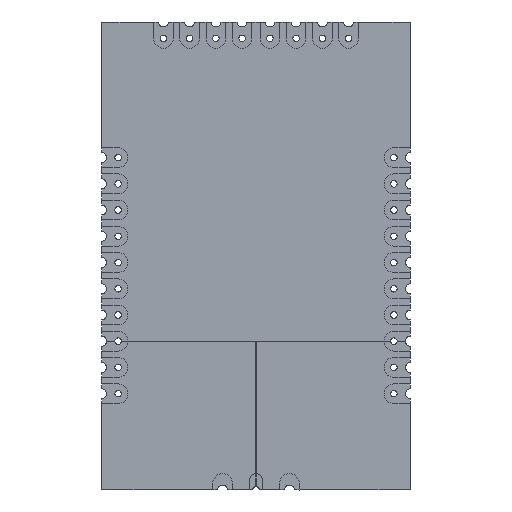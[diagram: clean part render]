
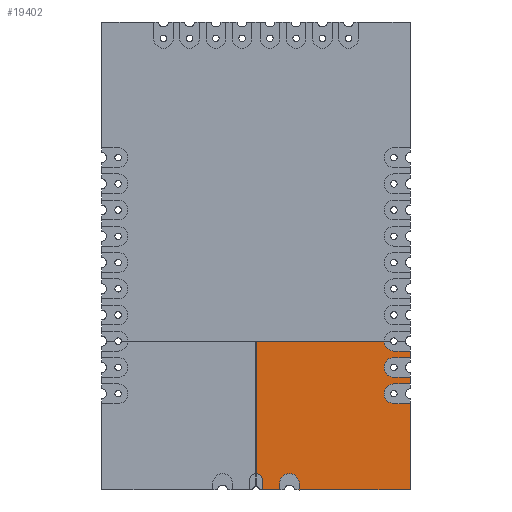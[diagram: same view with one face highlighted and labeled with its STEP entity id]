
A CAD part, front view. The second image highlights one B-rep face of the part: STEP entity #19402.
In plain terms, the highlighted planar face has unit normal (0, -1, 0).
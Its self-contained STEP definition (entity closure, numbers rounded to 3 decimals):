
#979=PLANE('',#20761);
#1889=FACE_OUTER_BOUND('',#2987,.T.);
#2987=EDGE_LOOP('',(#14949,#14950,#14951,#14952,#14953,#14954,#14955,#14956,
#14957,#14958,#14959,#14960,#14961,#14962,#14963,#14964,#14965,#14966,#14967,
#14968,#14969,#14970,#14971,#14972));
#4289=LINE('',#28690,#6538);
#4293=LINE('',#28698,#6542);
#4297=LINE('',#28710,#6546);
#4300=LINE('',#28716,#6549);
#4303=LINE('',#28722,#6552);
#4307=LINE('',#28734,#6556);
#4310=LINE('',#28740,#6559);
#4314=LINE('',#28752,#6563);
#4317=LINE('',#28758,#6566);
#4322=LINE('',#28776,#6571);
#4325=LINE('',#28782,#6574);
#4328=LINE('',#28788,#6577);
#4331=LINE('',#28794,#6580);
#4335=LINE('',#28806,#6584);
#4338=LINE('',#28812,#6587);
#4341=LINE('',#28818,#6590);
#4345=LINE('',#28829,#6594);
#6538=VECTOR('',#23360,10.);
#6542=VECTOR('',#23366,10.);
#6546=VECTOR('',#23378,10.);
#6549=VECTOR('',#23383,10.);
#6552=VECTOR('',#23388,10.);
#6556=VECTOR('',#23400,10.);
#6559=VECTOR('',#23405,10.);
#6563=VECTOR('',#23417,10.);
#6566=VECTOR('',#23422,10.);
#6571=VECTOR('',#23441,10.);
#6574=VECTOR('',#23446,10.);
#6577=VECTOR('',#23451,10.);
#6580=VECTOR('',#23456,10.);
#6584=VECTOR('',#23468,10.);
#6587=VECTOR('',#23473,10.);
#6590=VECTOR('',#23478,10.);
#6594=VECTOR('',#23490,10.);
#8444=CIRCLE('',#20725,0.75);
#8446=CIRCLE('',#20731,0.5);
#8448=CIRCLE('',#20736,0.25);
#8450=CIRCLE('',#20741,0.75);
#8452=CIRCLE('',#20744,0.75);
#8454=CIRCLE('',#20751,0.75);
#8456=CIRCLE('',#20757,0.75);
#9238=VERTEX_POINT('',#28688);
#9239=VERTEX_POINT('',#28689);
#9242=VERTEX_POINT('',#28697);
#9244=VERTEX_POINT('',#28703);
#9246=VERTEX_POINT('',#28709);
#9248=VERTEX_POINT('',#28715);
#9250=VERTEX_POINT('',#28721);
#9252=VERTEX_POINT('',#28727);
#9254=VERTEX_POINT('',#28733);
#9256=VERTEX_POINT('',#28739);
#9258=VERTEX_POINT('',#28745);
#9260=VERTEX_POINT('',#28751);
#9262=VERTEX_POINT('',#28757);
#9264=VERTEX_POINT('',#28763);
#9266=VERTEX_POINT('',#28769);
#9268=VERTEX_POINT('',#28775);
#9270=VERTEX_POINT('',#28781);
#9272=VERTEX_POINT('',#28787);
#9274=VERTEX_POINT('',#28793);
#9276=VERTEX_POINT('',#28799);
#9278=VERTEX_POINT('',#28805);
#9280=VERTEX_POINT('',#28811);
#9282=VERTEX_POINT('',#28817);
#9284=VERTEX_POINT('',#28823);
#11321=EDGE_CURVE('',#9238,#9239,#4289,.T.);
#11325=EDGE_CURVE('',#9239,#9242,#4293,.T.);
#11328=EDGE_CURVE('',#9242,#9244,#8444,.T.);
#11331=EDGE_CURVE('',#9244,#9246,#4297,.T.);
#11334=EDGE_CURVE('',#9246,#9248,#4300,.T.);
#11337=EDGE_CURVE('',#9250,#9248,#4303,.T.);
#11340=EDGE_CURVE('',#9250,#9252,#8446,.T.);
#11343=EDGE_CURVE('',#9254,#9252,#4307,.T.);
#11346=EDGE_CURVE('',#9256,#9254,#4310,.T.);
#11349=EDGE_CURVE('',#9256,#9258,#8448,.T.);
#11352=EDGE_CURVE('',#9258,#9260,#4314,.T.);
#11355=EDGE_CURVE('',#9262,#9260,#4317,.T.);
#11358=EDGE_CURVE('',#9262,#9264,#8450,.T.);
#11361=EDGE_CURVE('',#9264,#9266,#8452,.T.);
#11364=EDGE_CURVE('',#9268,#9266,#4322,.T.);
#11367=EDGE_CURVE('',#9268,#9270,#4325,.T.);
#11370=EDGE_CURVE('',#9270,#9272,#4328,.T.);
#11373=EDGE_CURVE('',#9272,#9274,#4331,.T.);
#11376=EDGE_CURVE('',#9274,#9276,#8454,.T.);
#11379=EDGE_CURVE('',#9278,#9276,#4335,.T.);
#11382=EDGE_CURVE('',#9278,#9280,#4338,.T.);
#11385=EDGE_CURVE('',#9280,#9282,#4341,.T.);
#11388=EDGE_CURVE('',#9282,#9284,#8456,.T.);
#11391=EDGE_CURVE('',#9238,#9284,#4345,.T.);
#14949=ORIENTED_EDGE('',*,*,#11391,.F.);
#14950=ORIENTED_EDGE('',*,*,#11321,.T.);
#14951=ORIENTED_EDGE('',*,*,#11325,.T.);
#14952=ORIENTED_EDGE('',*,*,#11328,.T.);
#14953=ORIENTED_EDGE('',*,*,#11331,.T.);
#14954=ORIENTED_EDGE('',*,*,#11334,.T.);
#14955=ORIENTED_EDGE('',*,*,#11337,.F.);
#14956=ORIENTED_EDGE('',*,*,#11340,.T.);
#14957=ORIENTED_EDGE('',*,*,#11343,.F.);
#14958=ORIENTED_EDGE('',*,*,#11346,.F.);
#14959=ORIENTED_EDGE('',*,*,#11349,.T.);
#14960=ORIENTED_EDGE('',*,*,#11352,.T.);
#14961=ORIENTED_EDGE('',*,*,#11355,.F.);
#14962=ORIENTED_EDGE('',*,*,#11358,.T.);
#14963=ORIENTED_EDGE('',*,*,#11361,.T.);
#14964=ORIENTED_EDGE('',*,*,#11364,.F.);
#14965=ORIENTED_EDGE('',*,*,#11367,.T.);
#14966=ORIENTED_EDGE('',*,*,#11370,.T.);
#14967=ORIENTED_EDGE('',*,*,#11373,.T.);
#14968=ORIENTED_EDGE('',*,*,#11376,.T.);
#14969=ORIENTED_EDGE('',*,*,#11379,.F.);
#14970=ORIENTED_EDGE('',*,*,#11382,.T.);
#14971=ORIENTED_EDGE('',*,*,#11385,.T.);
#14972=ORIENTED_EDGE('',*,*,#11388,.T.);
#19402=ADVANCED_FACE('',(#1889),#979,.F.);
#20725=AXIS2_PLACEMENT_3D('',#28704,#23371,#23372);
#20731=AXIS2_PLACEMENT_3D('',#28728,#23393,#23394);
#20736=AXIS2_PLACEMENT_3D('',#28746,#23410,#23411);
#20741=AXIS2_PLACEMENT_3D('',#28764,#23427,#23428);
#20744=AXIS2_PLACEMENT_3D('',#28770,#23434,#23435);
#20751=AXIS2_PLACEMENT_3D('',#28800,#23461,#23462);
#20757=AXIS2_PLACEMENT_3D('',#28824,#23483,#23484);
#20761=AXIS2_PLACEMENT_3D('',#28832,#23494,#23495);
#23360=DIRECTION('',(0.,0.,1.));
#23366=DIRECTION('',(-1.,0.,0.));
#23371=DIRECTION('center_axis',(0.,1.,0.));
#23372=DIRECTION('ref_axis',(0.,0.,-1.));
#23378=DIRECTION('',(-1.,0.,0.));
#23383=DIRECTION('',(0.,0.,-1.));
#23388=DIRECTION('',(-1.,0.,0.));
#23393=DIRECTION('center_axis',(0.,1.,0.));
#23394=DIRECTION('ref_axis',(0.,0.,1.));
#23400=DIRECTION('',(0.,0.,1.));
#23405=DIRECTION('',(1.,0.,0.));
#23410=DIRECTION('center_axis',(0.,1.,0.));
#23411=DIRECTION('ref_axis',(1.,0.,0.));
#23417=DIRECTION('',(1.,0.,0.));
#23422=DIRECTION('',(0.,0.,-1.));
#23427=DIRECTION('center_axis',(0.,1.,0.));
#23428=DIRECTION('ref_axis',(-1.,0.,0.));
#23434=DIRECTION('center_axis',(0.,1.,0.));
#23435=DIRECTION('ref_axis',(0.,0.,1.));
#23441=DIRECTION('',(0.,0.,1.));
#23446=DIRECTION('',(1.,0.,0.));
#23451=DIRECTION('',(0.,0.,1.));
#23456=DIRECTION('',(-1.,0.,0.));
#23461=DIRECTION('center_axis',(0.,1.,0.));
#23462=DIRECTION('ref_axis',(0.,0.,-1.));
#23468=DIRECTION('',(-1.,0.,0.));
#23473=DIRECTION('',(0.,0.,1.));
#23478=DIRECTION('',(-1.,0.,0.));
#23483=DIRECTION('center_axis',(0.,1.,0.));
#23484=DIRECTION('ref_axis',(0.,0.,-1.));
#23490=DIRECTION('',(-1.,0.,0.));
#23494=DIRECTION('center_axis',(0.,1.,0.));
#23495=DIRECTION('ref_axis',(1.,0.,0.));
#28688=CARTESIAN_POINT('',(11.76,0.,-1.249));
#28689=CARTESIAN_POINT('',(11.76,0.,-0.749));
#28690=CARTESIAN_POINT('',(11.76,0.,-11.339));
#28697=CARTESIAN_POINT('',(10.511,0.,-0.749));
#28698=CARTESIAN_POINT('',(11.76,0.,-0.749));
#28703=CARTESIAN_POINT('',(9.761,0.,-0.009));
#28704=CARTESIAN_POINT('Origin',(10.511,0.,0.001));
#28709=CARTESIAN_POINT('',(0.,0.,-0.009));
#28710=CARTESIAN_POINT('',(11.76,0.,-0.009));
#28715=CARTESIAN_POINT('',(0.,0.,-10.1));
#28716=CARTESIAN_POINT('',(0.,0.,-0.009));
#28721=CARTESIAN_POINT('',(0.01,0.,-10.1));
#28722=CARTESIAN_POINT('',(0.01,0.,-10.1));
#28727=CARTESIAN_POINT('',(0.51,0.,-10.6));
#28728=CARTESIAN_POINT('Origin',(0.01,0.,-10.6));
#28733=CARTESIAN_POINT('',(0.51,0.,-11.33));
#28734=CARTESIAN_POINT('',(0.51,0.,-11.33));
#28739=CARTESIAN_POINT('',(0.25,0.,-11.33));
#28740=CARTESIAN_POINT('',(0.,0.,-11.33));
#28745=CARTESIAN_POINT('',(0.25,0.,-11.339));
#28746=CARTESIAN_POINT('Origin',(0.,0.,-11.339));
#28751=CARTESIAN_POINT('',(1.8,0.,-11.339));
#28752=CARTESIAN_POINT('',(0.,0.,-11.339));
#28757=CARTESIAN_POINT('',(1.8,0.,-10.838));
#28758=CARTESIAN_POINT('',(1.8,0.,-10.838));
#28763=CARTESIAN_POINT('',(2.55,0.,-10.088));
#28764=CARTESIAN_POINT('Origin',(2.55,0.,-10.838));
#28769=CARTESIAN_POINT('',(3.3,0.,-10.838));
#28770=CARTESIAN_POINT('Origin',(2.55,0.,-10.838));
#28775=CARTESIAN_POINT('',(3.3,0.,-11.339));
#28776=CARTESIAN_POINT('',(3.3,0.,-11.339));
#28781=CARTESIAN_POINT('',(11.76,0.,-11.339));
#28782=CARTESIAN_POINT('',(0.,0.,-11.339));
#28787=CARTESIAN_POINT('',(11.76,0.,-4.749));
#28788=CARTESIAN_POINT('',(11.76,0.,-11.339));
#28793=CARTESIAN_POINT('',(10.511,0.,-4.749));
#28794=CARTESIAN_POINT('',(11.76,0.,-4.749));
#28799=CARTESIAN_POINT('',(10.511,0.,-3.249));
#28800=CARTESIAN_POINT('Origin',(10.511,0.,-3.999));
#28805=CARTESIAN_POINT('',(11.76,0.,-3.249));
#28806=CARTESIAN_POINT('',(11.76,0.,-3.249));
#28811=CARTESIAN_POINT('',(11.76,0.,-2.749));
#28812=CARTESIAN_POINT('',(11.76,0.,-11.339));
#28817=CARTESIAN_POINT('',(10.511,0.,-2.749));
#28818=CARTESIAN_POINT('',(11.76,0.,-2.749));
#28823=CARTESIAN_POINT('',(10.511,0.,-1.249));
#28824=CARTESIAN_POINT('Origin',(10.511,0.,-1.999));
#28829=CARTESIAN_POINT('',(11.76,0.,-1.249));
#28832=CARTESIAN_POINT('Origin',(5.88,0.,-5.674));
